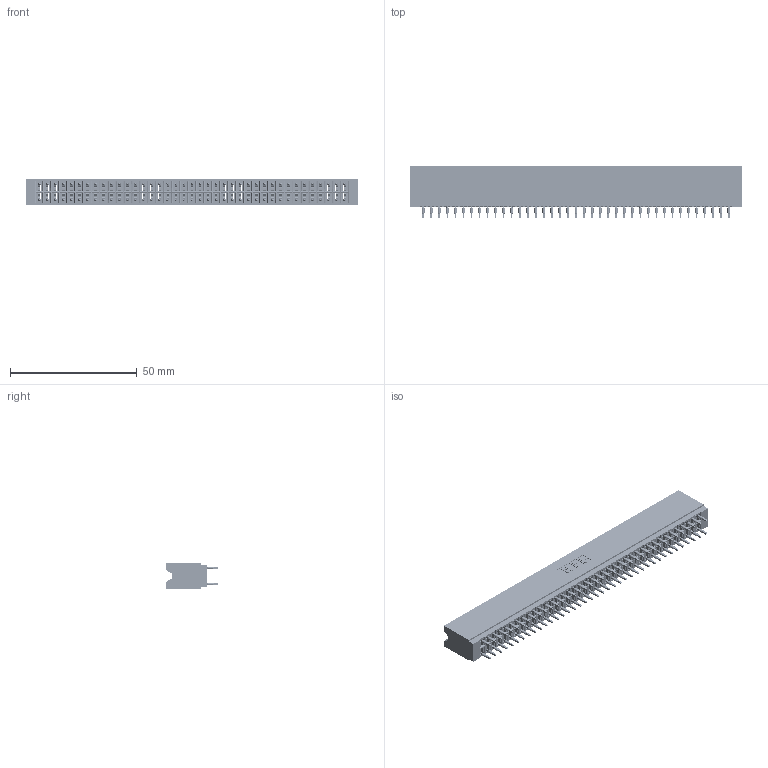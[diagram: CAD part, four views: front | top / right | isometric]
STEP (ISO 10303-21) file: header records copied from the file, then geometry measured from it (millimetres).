
FILE_DESCRIPTION (( 'STEP AP203' ), '1' );
FILE_NAME ('746-078-560-206.STEP', '2020-09-18T07:51:46', ( '' ), ( '' ), 'SwSTEP 2.0', 'SolidWorks 2020', '' );
FILE_SCHEMA (( 'CONFIG_CONTROL_DESIGN' ));
Length unit declared in the file: inch
Products named in the file (3): 746 Part_.515 Slot Depth - 06; 746-078-560-206; 746-292-001_560
Assembly tree (79 placements, depth 2):
  746-078-560-206
    746 Part_.515 Slot Depth - 06
    746-292-001_560  x78
Bounding box: 131.06 x 20.82 x 9.91 mm (x, y, z)
Volume: 14343.1 mm3; surface area: 24455.5 mm2
Topology: 79 solids, 79 shells, 7469 faces, 20779 edges, 13318 vertices
Faces by surface type: plane 3722, cylinder 1719, bspline 1560, torus 468
Entity records: 60820 total; most frequent: CARTESIAN_POINT 12112, ORIENTED_EDGE 10450, DIRECTION 8737, EDGE_CURVE 5225, VECTOR 4643, LINE 4643, VERTEX_POINT 3462, AXIS2_PLACEMENT_3D 2047
